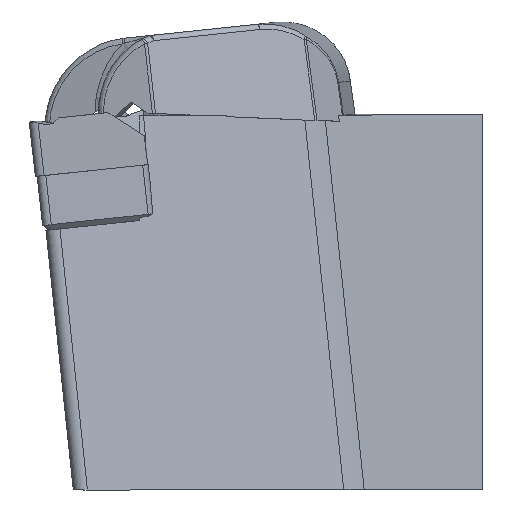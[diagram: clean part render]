
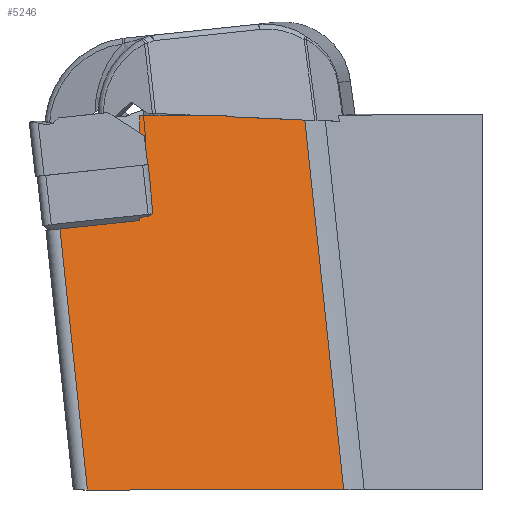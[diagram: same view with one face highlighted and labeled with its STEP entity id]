
A CAD part, left-side view. The second image highlights one B-rep face of the part: STEP entity #5246.
In plain terms, the highlighted planar face has unit normal (-0.848, -0.527, 0.055).
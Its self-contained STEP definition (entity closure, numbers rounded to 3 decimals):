
#121 = VECTOR ( 'NONE', #2558, 1000. ) ;
#122 = VECTOR ( 'NONE', #2902, 1000. ) ;
#153 = LINE ( 'NONE', #9363, #3787 ) ;
#219 = CARTESIAN_POINT ( 'NONE',  ( 16.666, -8.298, -226.057 ) ) ;
#239 = VERTEX_POINT ( 'NONE', #6578 ) ;
#299 = VERTEX_POINT ( 'NONE', #1140 ) ;
#335 = ORIENTED_EDGE ( 'NONE', *, *, #4491, .F. ) ;
#393 = EDGE_CURVE ( 'NONE', #239, #7668, #5860, .T. ) ;
#604 = LINE ( 'NONE', #9990, #3844 ) ;
#693 = CARTESIAN_POINT ( 'NONE',  ( 7.778, 29.829, 0.54 ) ) ;
#821 = AXIS2_PLACEMENT_3D ( 'NONE', #7074, #2444, #7863 ) ;
#961 = DIRECTION ( 'NONE',  ( 0., 0.105, 0.995 ) ) ;
#1081 = ORIENTED_EDGE ( 'NONE', *, *, #5738, .F. ) ;
#1140 = CARTESIAN_POINT ( 'NONE',  ( 7.438, 29.923, -3.78 ) ) ;
#1321 = ORIENTED_EDGE ( 'NONE', *, *, #9740, .F. ) ;
#1465 = EDGE_CURVE ( 'NONE', #9997, #3922, #2212, .T. ) ;
#1540 = ORIENTED_EDGE ( 'NONE', *, *, #2716, .F. ) ;
#1664 = CARTESIAN_POINT ( 'NONE',  ( 16.666, 12.098, -32. ) ) ;
#1699 = CARTESIAN_POINT ( 'NONE',  ( 7.168, 29.855, -8.559 ) ) ;
#1736 = EDGE_CURVE ( 'NONE', #299, #9997, #2800, .T. ) ;
#1806 = DIRECTION ( 'NONE',  ( -0.53, 0.844, -0.089 ) ) ;
#2031 = VERTEX_POINT ( 'NONE', #3536 ) ;
#2212 = LINE ( 'NONE', #8713, #121 ) ;
#2343 = CARTESIAN_POINT ( 'NONE',  ( 7.923, 28.704, -7.952 ) ) ;
#2386 = VERTEX_POINT ( 'NONE', #3938 ) ;
#2444 = DIRECTION ( 'NONE',  ( -0.848, -0.527, 0.055 ) ) ;
#2558 = DIRECTION ( 'NONE',  ( 0.528, -0.849, 0.003 ) ) ;
#2596 = DIRECTION ( 'NONE',  ( 0., 0.105, 0.995 ) ) ;
#2716 = EDGE_CURVE ( 'NONE', #8046, #7362, #5506, .T. ) ;
#2796 = EDGE_CURVE ( 'NONE', #239, #8046, #4315, .T. ) ;
#2800 = LINE ( 'NONE', #5143, #122 ) ;
#2864 = ORIENTED_EDGE ( 'NONE', *, *, #2960, .T. ) ;
#2902 = DIRECTION ( 'NONE',  ( 0.079, -0.022, 0.997 ) ) ;
#2960 = EDGE_CURVE ( 'NONE', #7564, #3259, #6233, .T. ) ;
#2977 = LINE ( 'NONE', #7239, #6961 ) ;
#3008 = FACE_OUTER_BOUND ( 'NONE', #4845, .T. ) ;
#3038 = CARTESIAN_POINT ( 'NONE',  ( 7.923, 28.704, -7.952 ) ) ;
#3114 = CARTESIAN_POINT ( 'NONE',  ( 7.604, 29.19, -8.214 ) ) ;
#3259 = VERTEX_POINT ( 'NONE', #5988 ) ;
#3395 = EDGE_CURVE ( 'NONE', #5228, #3259, #8359, .T. ) ;
#3429 = CARTESIAN_POINT ( 'NONE',  ( 7.955, 5.575, -227.515 ) ) ;
#3476 = VECTOR ( 'NONE', #7270, 1000. ) ;
#3485 = EDGE_CURVE ( 'NONE', #8711, #299, #9193, .T. ) ;
#3536 = CARTESIAN_POINT ( 'NONE',  ( 2.82, 36.78, -9.287 ) ) ;
#3680 = CARTESIAN_POINT ( 'NONE',  ( 7.825, 28.847, -8.081 ) ) ;
#3695 = VECTOR ( 'NONE', #5052, 1000. ) ;
#3787 = VECTOR ( 'NONE', #5546, 1000. ) ;
#3799 = LINE ( 'NONE', #6513, #3695 ) ;
#3844 = VECTOR ( 'NONE', #5381, 1000. ) ;
#3858 = ORIENTED_EDGE ( 'NONE', *, *, #3395, .F. ) ;
#3906 = CARTESIAN_POINT ( 'NONE',  ( 7.719, 29.007, -8.19 ) ) ;
#3922 = VERTEX_POINT ( 'NONE', #4569 ) ;
#3934 = ORIENTED_EDGE ( 'NONE', *, *, #1465, .F. ) ;
#3938 = CARTESIAN_POINT ( 'NONE',  ( 7.955, 28.925, -5.356 ) ) ;
#4141 = VECTOR ( 'NONE', #4926, 1000. ) ;
#4315 = LINE ( 'NONE', #6382, #8234 ) ;
#4491 = EDGE_CURVE ( 'NONE', #7362, #2386, #7897, .T. ) ;
#4536 = CARTESIAN_POINT ( 'NONE',  ( 7.944, 28.746, -7.22 ) ) ;
#4569 = CARTESIAN_POINT ( 'NONE',  ( 12.465, 22.285, 0.567 ) ) ;
#4845 = EDGE_LOOP ( 'NONE', ( #8343, #1321, #335, #1540, #9660, #7351, #9178, #1081, #9404, #2864, #3858, #8586, #3934, #8984 ) ) ;
#4887 = CARTESIAN_POINT ( 'NONE',  ( -5.202, 26.698, -228.109 ) ) ;
#4926 = DIRECTION ( 'NONE',  ( -0.056, -0.014, -0.998 ) ) ;
#5052 = DIRECTION ( 'NONE',  ( -0.18, 0.188, -0.966 ) ) ;
#5081 = DIRECTION ( 'NONE',  ( 0., 0.105, 0.995 ) ) ;
#5143 = CARTESIAN_POINT ( 'NONE',  ( -10.139, 34.775, -226.897 ) ) ;
#5228 = VERTEX_POINT ( 'NONE', #7173 ) ;
#5246 = ADVANCED_FACE ( 'NONE', ( #3008 ), #5496, .T. ) ;
#5259 = LINE ( 'NONE', #3429, #7075 ) ;
#5381 = DIRECTION ( 'NONE',  ( 0.528, -0.85, 0. ) ) ;
#5496 = PLANE ( 'NONE',  #821 ) ;
#5506 = B_SPLINE_CURVE_WITH_KNOTS ( 'NONE', 3,
 ( #3114, #3906, #3680, #9258 ),
 .UNSPECIFIED., .F., .F.,
 ( 4, 4 ),
 ( 0., 0.001 ),
 .UNSPECIFIED. ) ;
#5525 = VERTEX_POINT ( 'NONE', #9099 ) ;
#5546 = DIRECTION ( 'NONE',  ( -0.53, 0.844, -0.089 ) ) ;
#5738 = EDGE_CURVE ( 'NONE', #5525, #2031, #2977, .T. ) ;
#5860 = LINE ( 'NONE', #4887, #4141 ) ;
#5988 = CARTESIAN_POINT ( 'NONE',  ( 16.666, 15.482, 0.193 ) ) ;
#6233 = LINE ( 'NONE', #219, #9915 ) ;
#6382 = CARTESIAN_POINT ( 'NONE',  ( 2.82, 36.808, -9.015 ) ) ;
#6513 = CARTESIAN_POINT ( 'NONE',  ( -27.269, 63.812, -213.046 ) ) ;
#6578 = CARTESIAN_POINT ( 'NONE',  ( 7.184, 29.859, -8.284 ) ) ;
#6788 = CARTESIAN_POINT ( 'NONE',  ( 7.604, 29.19, -8.214 ) ) ;
#6944 = EDGE_CURVE ( 'NONE', #5525, #7564, #604, .T. ) ;
#6961 = VECTOR ( 'NONE', #2596, 1000. ) ;
#7058 = CARTESIAN_POINT ( 'NONE',  ( 7.955, 29.1, -3.693 ) ) ;
#7074 = CARTESIAN_POINT ( 'NONE',  ( 2.82, 13.753, -228.375 ) ) ;
#7075 = VECTOR ( 'NONE', #5081, 1000. ) ;
#7110 = VECTOR ( 'NONE', #1806, 1000. ) ;
#7111 = EDGE_CURVE ( 'NONE', #7668, #2031, #153, .T. ) ;
#7173 = CARTESIAN_POINT ( 'NONE',  ( 12.449, 22.302, 0.48 ) ) ;
#7239 = CARTESIAN_POINT ( 'NONE',  ( 2.82, 13.753, -228.375 ) ) ;
#7270 = DIRECTION ( 'NONE',  ( 0.526, -0.85, -0.036 ) ) ;
#7351 = ORIENTED_EDGE ( 'NONE', *, *, #393, .T. ) ;
#7362 = VERTEX_POINT ( 'NONE', #2343 ) ;
#7564 = VERTEX_POINT ( 'NONE', #1664 ) ;
#7636 = CARTESIAN_POINT ( 'NONE',  ( 7.955, 28.925, -5.356 ) ) ;
#7668 = VERTEX_POINT ( 'NONE', #1699 ) ;
#7863 = DIRECTION ( 'NONE',  ( 0.528, -0.85, 0. ) ) ;
#7897 =( BOUNDED_CURVE ( )  B_SPLINE_CURVE ( 3, ( #3038, #4536, #8404, #7636 ),
 .UNSPECIFIED., .F., .F. ) 
 B_SPLINE_CURVE_WITH_KNOTS ( ( 4, 4 ),
 ( 3.782, 4.099 ),
 .UNSPECIFIED. ) 
 CURVE ( )  GEOMETRIC_REPRESENTATION_ITEM ( )  RATIONAL_B_SPLINE_CURVE ( ( 1., 0.992, 0.992, 1. ) ) 
 REPRESENTATION_ITEM ( '' )  );
#7922 = DIRECTION ( 'NONE',  ( 0.53, -0.844, 0.089 ) ) ;
#8046 = VERTEX_POINT ( 'NONE', #6788 ) ;
#8054 = CARTESIAN_POINT ( 'NONE',  ( 2.82, 37.277, -4.553 ) ) ;
#8234 = VECTOR ( 'NONE', #7922, 1000. ) ;
#8343 = ORIENTED_EDGE ( 'NONE', *, *, #3485, .F. ) ;
#8359 = LINE ( 'NONE', #9502, #3476 ) ;
#8394 = EDGE_CURVE ( 'NONE', #3922, #5228, #3799, .T. ) ;
#8404 = CARTESIAN_POINT ( 'NONE',  ( 7.955, 28.821, -6.348 ) ) ;
#8586 = ORIENTED_EDGE ( 'NONE', *, *, #8394, .F. ) ;
#8711 = VERTEX_POINT ( 'NONE', #7058 ) ;
#8713 = CARTESIAN_POINT ( 'NONE',  ( 18.982, 11.795, 0.604 ) ) ;
#8984 = ORIENTED_EDGE ( 'NONE', *, *, #1736, .F. ) ;
#9099 = CARTESIAN_POINT ( 'NONE',  ( 2.82, 34.392, -32. ) ) ;
#9178 = ORIENTED_EDGE ( 'NONE', *, *, #7111, .T. ) ;
#9193 = LINE ( 'NONE', #8054, #7110 ) ;
#9258 = CARTESIAN_POINT ( 'NONE',  ( 7.923, 28.704, -7.952 ) ) ;
#9363 = CARTESIAN_POINT ( 'NONE',  ( 2.82, 36.78, -9.287 ) ) ;
#9404 = ORIENTED_EDGE ( 'NONE', *, *, #6944, .T. ) ;
#9502 = CARTESIAN_POINT ( 'NONE',  ( 17.92, 13.454, 0.107 ) ) ;
#9660 = ORIENTED_EDGE ( 'NONE', *, *, #2796, .F. ) ;
#9740 = EDGE_CURVE ( 'NONE', #2386, #8711, #5259, .T. ) ;
#9915 = VECTOR ( 'NONE', #961, 1000. ) ;
#9990 = CARTESIAN_POINT ( 'NONE',  ( 17.449, 10.837, -32. ) ) ;
#9997 = VERTEX_POINT ( 'NONE', #693 ) ;
